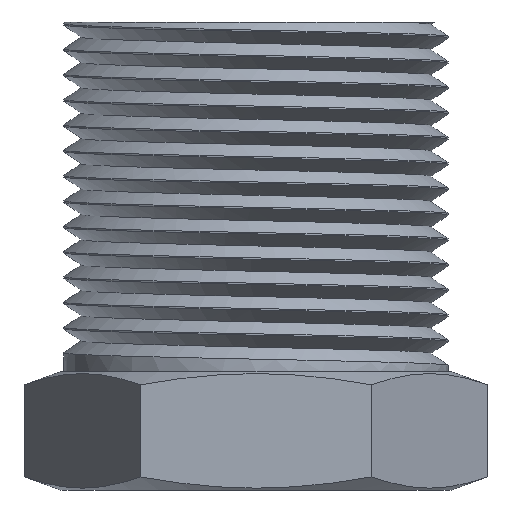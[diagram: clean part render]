
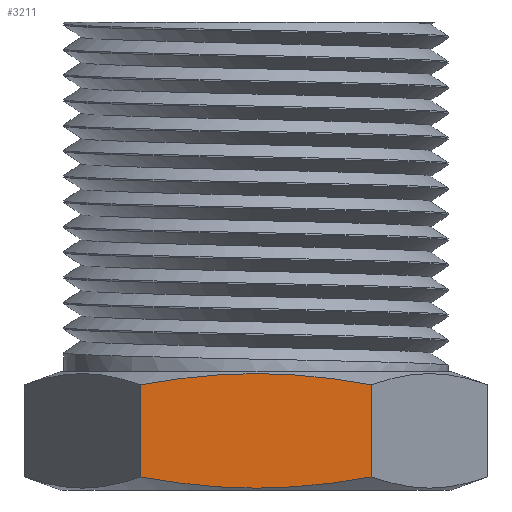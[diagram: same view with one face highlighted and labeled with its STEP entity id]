
A CAD part, front view. The second image highlights one B-rep face of the part: STEP entity #3211.
In plain terms, the highlighted planar face has unit normal (0, -1, 0).
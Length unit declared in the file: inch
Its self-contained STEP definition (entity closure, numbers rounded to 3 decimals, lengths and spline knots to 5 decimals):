
#10 = VERTEX_POINT ( 'NONE', #2111 ) ;
#38 = CARTESIAN_POINT ( 'NONE',  ( 0.25144, -0.4355, 0.257 ) ) ;
#58 = CARTESIAN_POINT ( 'NONE',  ( -0.25144, -0.4355, 0.0285 ) ) ;
#72 = CARTESIAN_POINT ( 'NONE',  ( -0.04157, -0.4355, 0.00397 ) ) ;
#242 = CARTESIAN_POINT ( 'NONE',  ( 0.2097, -0.4355, 0.23609 ) ) ;
#362 = CARTESIAN_POINT ( 'NONE',  ( -0.16759, -0.4355, 0.01468 ) ) ;
#416 = CARTESIAN_POINT ( 'NONE',  ( -0.25144, -0.4355, 0.257 ) ) ;
#539 = EDGE_CURVE ( 'NONE', #10, #2825, #3368, .T. ) ;
#603 = DIRECTION ( 'NONE',  ( 0., 0., -1. ) ) ;
#605 = DIRECTION ( 'NONE',  ( 0., 0., -1. ) ) ;
#650 = CARTESIAN_POINT ( 'NONE',  ( -0.25144, -0.4355, 0.0285 ) ) ;
#801 = CARTESIAN_POINT ( 'NONE',  ( -0.20975, -0.4355, 0.23608 ) ) ;
#846 = EDGE_CURVE ( 'NONE', #1443, #3421, #1083, .T. ) ;
#918 = FACE_OUTER_BOUND ( 'NONE', #2481, .T. ) ;
#924 = CARTESIAN_POINT ( 'NONE',  ( 0.25144, -0.4355, 0.0285 ) ) ;
#1083 = LINE ( 'NONE', #38, #3670 ) ;
#1094 = CARTESIAN_POINT ( 'NONE',  ( -0.25144, -0.4355, 0.2285 ) ) ;
#1155 = B_SPLINE_CURVE_WITH_KNOTS ( 'NONE', 3,
 ( #924, #2635, #1498, #3495, #1785, #72, #2069, #362, #2355, #650 ),
 .UNSPECIFIED., .F., .F.,
 ( 4, 2, 2, 2, 4 ),
 ( 0.02307, 0.02629, 0.0295, 0.03271, 0.03593 ),
 .UNSPECIFIED. ) ;
#1179 = CARTESIAN_POINT ( 'NONE',  ( 0.25144, -0.4355, 0.2285 ) ) ;
#1226 = DIRECTION ( 'NONE',  ( -1., 0., 0. ) ) ;
#1264 = ORIENTED_EDGE ( 'NONE', *, *, #3199, .F. ) ;
#1387 = CARTESIAN_POINT ( 'NONE',  ( -0.08355, -0.4355, 0.2508 ) ) ;
#1443 = VERTEX_POINT ( 'NONE', #1179 ) ;
#1498 = CARTESIAN_POINT ( 'NONE',  ( 0.16787, -0.4355, 0.01472 ) ) ;
#1675 = CARTESIAN_POINT ( 'NONE',  ( 0.0423, -0.4355, 0.253 ) ) ;
#1785 = CARTESIAN_POINT ( 'NONE',  ( 0.0423, -0.4355, 0.004 ) ) ;
#1822 = VECTOR ( 'NONE', #605, 39.37008 ) ;
#1859 = CARTESIAN_POINT ( 'NONE',  ( 0.25144, -0.4355, 0.0285 ) ) ;
#1959 = CARTESIAN_POINT ( 'NONE',  ( 0.16787, -0.4355, 0.24228 ) ) ;
#1987 = ORIENTED_EDGE ( 'NONE', *, *, #2365, .F. ) ;
#2069 = CARTESIAN_POINT ( 'NONE',  ( -0.08355, -0.4355, 0.0062 ) ) ;
#2111 = CARTESIAN_POINT ( 'NONE',  ( -0.25144, -0.4355, 0.2285 ) ) ;
#2151 = ORIENTED_EDGE ( 'NONE', *, *, #846, .F. ) ;
#2237 = CARTESIAN_POINT ( 'NONE',  ( 0.25144, -0.4355, 0.2285 ) ) ;
#2355 = CARTESIAN_POINT ( 'NONE',  ( -0.20975, -0.4355, 0.02092 ) ) ;
#2365 = EDGE_CURVE ( 'NONE', #10, #1443, #2719, .T. ) ;
#2481 = EDGE_LOOP ( 'NONE', ( #1264, #2151, #1987, #3330 ) ) ;
#2635 = CARTESIAN_POINT ( 'NONE',  ( 0.2097, -0.4355, 0.02091 ) ) ;
#2644 = PLANE ( 'NONE',  #3609 ) ;
#2719 = B_SPLINE_CURVE_WITH_KNOTS ( 'NONE', 3,
 ( #1094, #801, #3085, #1387, #3385, #1675, #3659, #1959, #242, #2237 ),
 .UNSPECIFIED., .F., .F.,
 ( 4, 2, 2, 2, 4 ),
 ( 0.01086, 0.01408, 0.0173, 0.02053, 0.02375 ),
 .UNSPECIFIED. ) ;
#2825 = VERTEX_POINT ( 'NONE', #58 ) ;
#2927 = DIRECTION ( 'NONE',  ( 0., 1., 0. ) ) ;
#3085 = CARTESIAN_POINT ( 'NONE',  ( -0.16759, -0.4355, 0.24232 ) ) ;
#3199 = EDGE_CURVE ( 'NONE', #3421, #2825, #1155, .T. ) ;
#3205 = CARTESIAN_POINT ( 'NONE',  ( -0.25144, -0.4355, 0.257 ) ) ;
#3211 = ADVANCED_FACE ( 'NONE', ( #918 ), #2644, .F. ) ;
#3330 = ORIENTED_EDGE ( 'NONE', *, *, #539, .T. ) ;
#3368 = LINE ( 'NONE', #416, #1822 ) ;
#3385 = CARTESIAN_POINT ( 'NONE',  ( -0.04157, -0.4355, 0.25303 ) ) ;
#3421 = VERTEX_POINT ( 'NONE', #1859 ) ;
#3495 = CARTESIAN_POINT ( 'NONE',  ( 0.08418, -0.4355, 0.00625 ) ) ;
#3609 = AXIS2_PLACEMENT_3D ( 'NONE', #3205, #2927, #1226 ) ;
#3659 = CARTESIAN_POINT ( 'NONE',  ( 0.08418, -0.4355, 0.25075 ) ) ;
#3670 = VECTOR ( 'NONE', #603, 39.37008 ) ;
